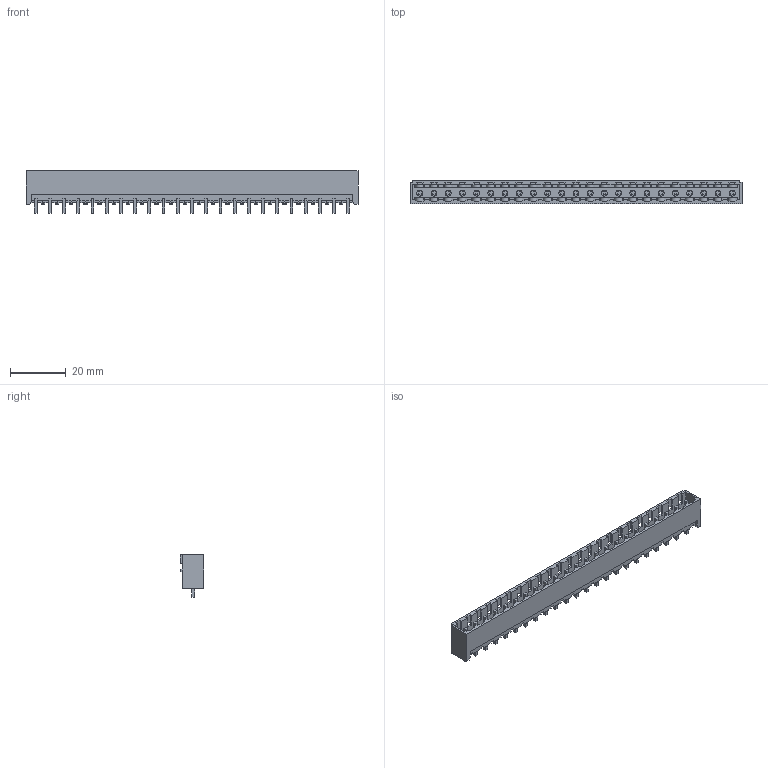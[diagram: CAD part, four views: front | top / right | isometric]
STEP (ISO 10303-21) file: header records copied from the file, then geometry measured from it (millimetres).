
FILE_DESCRIPTION(('CATIA V5 STEP Exchange','CAx-IF Rec.Pracs.--- Model Styling and Organization---1.5--- 2016-08-15','CAx-IF Rec.Pracs.---Supplemental Geometry---1.0---2011-11-01','CAx-IF Rec.Pracs.--- Composite Materials ---1.1---2010-07-15'),'2;1');
FILE_NAME ('D1457038_1', '2025-02-03T10:34:24+00:00', ('none'), ('Weidmueller'), 'CATIA Version 5-6 Release 2022 SP4 HF5', 'CATIA V5 STEP AP214 v3', 'none');
FILE_SCHEMA(('AUTOMOTIVE_DESIGN { 1 0 10303 214 1 1 1 1 }'));
Length unit declared in the file: millimetre
Products named in the file (1): 1838420000
Bounding box: 118.74 x 8.43 x 15.2 mm (x, y, z)
Volume: 4165.8 mm3; surface area: 9478.4 mm2
Topology: 1 solids, 1 shells, 1377 faces, 4253 edges, 2880 vertices
Faces by surface type: plane 1131, cylinder 223, extrusion 23
Entity records: 45232 total; most frequent: CARTESIAN_POINT 9721, ORIENTED_EDGE 8506, DIRECTION 5078, EDGE_CURVE 4253, VECTOR 3403, LINE 3380, VERTEX_POINT 2880, EDGE_LOOP 1425
